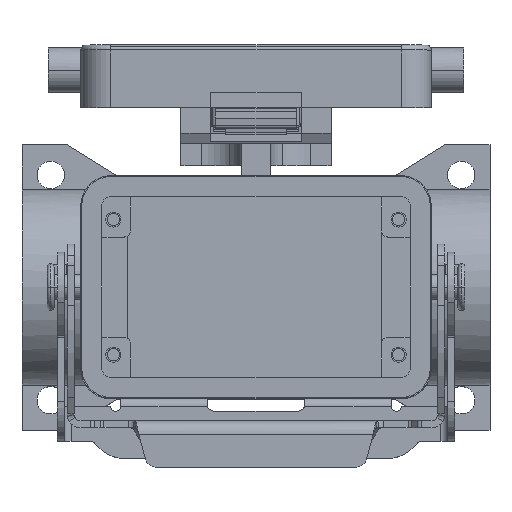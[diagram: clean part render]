
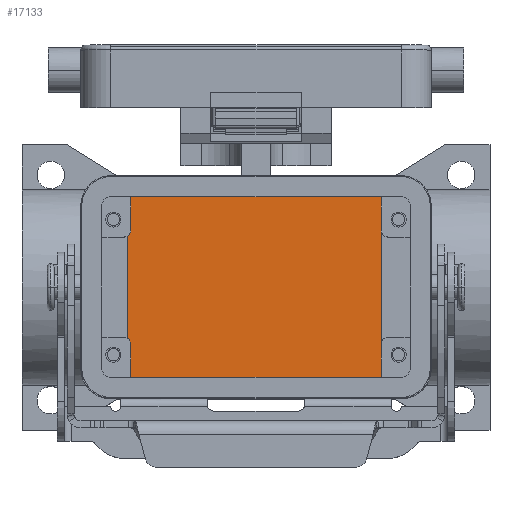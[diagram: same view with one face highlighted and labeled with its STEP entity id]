
A CAD part, top view. The second image highlights one B-rep face of the part: STEP entity #17133.
In plain terms, the highlighted planar face has unit normal (0, 0, 1).
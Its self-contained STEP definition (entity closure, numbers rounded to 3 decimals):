
#17060=CARTESIAN_POINT('',(0.0,0.,-62.0));
#17061=DIRECTION('',(0.0,0.0,1.0));
#17062=DIRECTION('',(1.0,0.0,0.0));
#17063=AXIS2_PLACEMENT_3D('',#17060,#17061,#17062);
#17064=PLANE('',#17063);
#17065=CARTESIAN_POINT('',(-25.75,10.201,-62.0));
#17066=VERTEX_POINT('',#17065);
#17067=CARTESIAN_POINT('',(-25.75,-10.201,-62.0));
#17068=VERTEX_POINT('',#17067);
#17069=CARTESIAN_POINT('',(-25.75,10.201,-62.0));
#17070=DIRECTION('',(0.0,-1.0,0.0));
#17071=VECTOR('',#17070,20.402);
#17072=LINE('',#17069,#17071);
#17073=EDGE_CURVE('',#17066,#17068,#17072,.T.);
#17074=ORIENTED_EDGE('',*,*,#17073,.T.);
#17075=CARTESIAN_POINT('',(-25.0,-11.5,-62.));
#17076=VERTEX_POINT('',#17075);
#17077=CARTESIAN_POINT('',(-26.5,-11.5,-62.0));
#17078=DIRECTION('',(0.0,0.0,-1.0));
#17079=DIRECTION('',(-1.0,0.0,0.0));
#17080=AXIS2_PLACEMENT_3D('',#17077,#17078,#17079);
#17081=CIRCLE('',#17080,1.5);
#17082=EDGE_CURVE('',#17068,#17076,#17081,.T.);
#17083=ORIENTED_EDGE('',*,*,#17082,.T.);
#17084=CARTESIAN_POINT('',(-25.0,-18.25,-62.));
#17085=VERTEX_POINT('',#17084);
#17086=CARTESIAN_POINT('',(-25.0,-11.5,-62.));
#17087=DIRECTION('',(0.0,-1.0,0.0));
#17088=VECTOR('',#17087,6.75);
#17089=LINE('',#17086,#17088);
#17090=EDGE_CURVE('',#17076,#17085,#17089,.T.);
#17091=ORIENTED_EDGE('',*,*,#17090,.T.);
#17092=CARTESIAN_POINT('',(25.0,-18.25,-62.));
#17093=VERTEX_POINT('',#17092);
#17094=CARTESIAN_POINT('',(-25.0,-18.25,-62.));
#17095=DIRECTION('',(1.0,0.0,0.0));
#17096=VECTOR('',#17095,50.0);
#17097=LINE('',#17094,#17096);
#17098=EDGE_CURVE('',#17085,#17093,#17097,.T.);
#17099=ORIENTED_EDGE('',*,*,#17098,.T.);
#17100=CARTESIAN_POINT('',(25.,18.25,-62.));
#17101=VERTEX_POINT('',#17100);
#17102=CARTESIAN_POINT('',(25.0,-18.25,-62.));
#17103=DIRECTION('',(0.0,1.0,0.0));
#17104=VECTOR('',#17103,36.5);
#17105=LINE('',#17102,#17104);
#17106=EDGE_CURVE('',#17093,#17101,#17105,.T.);
#17107=ORIENTED_EDGE('',*,*,#17106,.T.);
#17108=CARTESIAN_POINT('',(-25.0,18.25,-62.));
#17109=VERTEX_POINT('',#17108);
#17110=CARTESIAN_POINT('',(25.,18.25,-62.));
#17111=DIRECTION('',(-1.0,0.0,0.0));
#17112=VECTOR('',#17111,50.);
#17113=LINE('',#17110,#17112);
#17114=EDGE_CURVE('',#17101,#17109,#17113,.T.);
#17115=ORIENTED_EDGE('',*,*,#17114,.T.);
#17116=CARTESIAN_POINT('',(-25.,11.5,-62.));
#17117=VERTEX_POINT('',#17116);
#17118=CARTESIAN_POINT('',(-25.0,18.25,-62.));
#17119=DIRECTION('',(0.0,-1.0,0.0));
#17120=VECTOR('',#17119,6.75);
#17121=LINE('',#17118,#17120);
#17122=EDGE_CURVE('',#17109,#17117,#17121,.T.);
#17123=ORIENTED_EDGE('',*,*,#17122,.T.);
#17124=CARTESIAN_POINT('',(-26.5,11.5,-62.0));
#17125=DIRECTION('',(0.0,0.0,-1.0));
#17126=DIRECTION('',(0.0,-1.0,0.0));
#17127=AXIS2_PLACEMENT_3D('',#17124,#17125,#17126);
#17128=CIRCLE('',#17127,1.5);
#17129=EDGE_CURVE('',#17117,#17066,#17128,.T.);
#17130=ORIENTED_EDGE('',*,*,#17129,.T.);
#17131=EDGE_LOOP('',(#17074,#17083,#17091,#17099,#17107,#17115,#17123,#17130));
#17132=FACE_OUTER_BOUND('',#17131,.T.);
#17133=ADVANCED_FACE('',(#17132),#17064,.T.);
